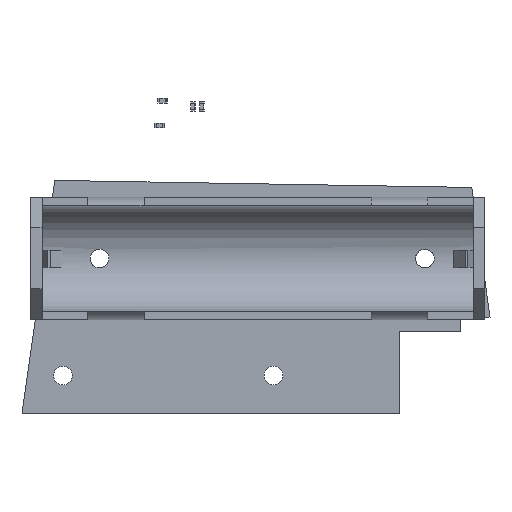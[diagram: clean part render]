
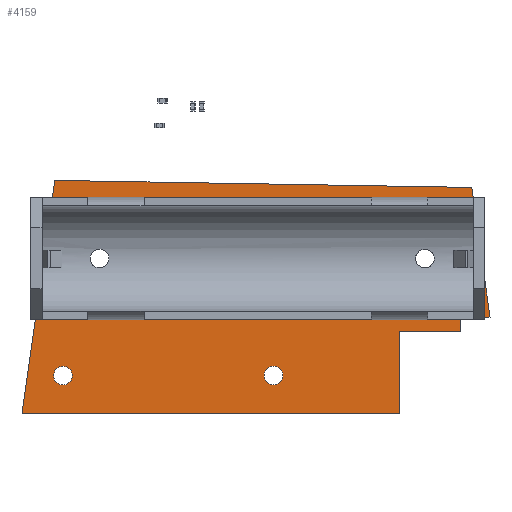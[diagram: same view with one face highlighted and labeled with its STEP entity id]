
A CAD part, top view. The second image highlights one B-rep face of the part: STEP entity #4159.
In plain terms, the highlighted planar face has unit normal (0, 0, 1).
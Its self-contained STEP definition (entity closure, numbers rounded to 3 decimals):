
#3934 = VERTEX_POINT('',#3935);
#3935 = CARTESIAN_POINT('',(69.884,32.172,1.6));
#3941 = EDGE_CURVE('',#3934,#3942,#3944,.T.);
#3942 = VERTEX_POINT('',#3943);
#3943 = CARTESIAN_POINT('',(73.,10.,1.6));
#3944 = LINE('',#3945,#3946);
#3945 = CARTESIAN_POINT('',(69.884,32.172,1.6));
#3946 = VECTOR('',#3947,1.);
#3947 = DIRECTION('',(0.139,-0.99,0.));
#3974 = VERTEX_POINT('',#3975);
#3975 = CARTESIAN_POINT('',(-1.397,33.371,1.6));
#3981 = EDGE_CURVE('',#3974,#3934,#3982,.T.);
#3982 = LINE('',#3983,#3984);
#3983 = CARTESIAN_POINT('',(-1.397,33.371,1.6));
#3984 = VECTOR('',#3985,1.);
#3985 = DIRECTION('',(1.,-0.017,0.));
#4003 = EDGE_CURVE('',#3942,#4004,#4006,.T.);
#4004 = VERTEX_POINT('',#4005);
#4005 = CARTESIAN_POINT('',(68.,10.,1.6));
#4006 = LINE('',#4007,#4008);
#4007 = CARTESIAN_POINT('',(73.,10.,1.6));
#4008 = VECTOR('',#4009,1.);
#4009 = DIRECTION('',(-1.,0.,0.));
#4159 = ADVANCED_FACE('',(#4160,#4229,#4240,#4251,#4262,#4273),#4284,.T.
  );
#4160 = FACE_BOUND('',#4161,.T.);
#4161 = EDGE_LOOP('',(#4162,#4163,#4164,#4172,#4181,#4190,#4198,#4206,
    #4214,#4222,#4228));
#4162 = ORIENTED_EDGE('',*,*,#3941,.F.);
#4163 = ORIENTED_EDGE('',*,*,#3981,.F.);
#4164 = ORIENTED_EDGE('',*,*,#4165,.F.);
#4165 = EDGE_CURVE('',#4166,#3974,#4168,.T.);
#4166 = VERTEX_POINT('',#4167);
#4167 = CARTESIAN_POINT('',(-3.191,20.606,1.6));
#4168 = LINE('',#4169,#4170);
#4169 = CARTESIAN_POINT('',(-7.,-6.5,1.6));
#4170 = VECTOR('',#4171,1.);
#4171 = DIRECTION('',(0.139,0.99,0.));
#4172 = ORIENTED_EDGE('',*,*,#4173,.T.);
#4173 = EDGE_CURVE('',#4166,#4174,#4176,.T.);
#4174 = VERTEX_POINT('',#4175);
#4175 = CARTESIAN_POINT('',(-2.395,19.,1.6));
#4176 = CIRCLE('',#4177,1.);
#4177 = AXIS2_PLACEMENT_3D('',#4178,#4179,#4180);
#4178 = CARTESIAN_POINT('',(-2.395,20.,1.6));
#4179 = DIRECTION('',(-0.,0.,-1.));
#4180 = DIRECTION('',(-0.,-1.,0.));
#4181 = ORIENTED_EDGE('',*,*,#4182,.T.);
#4182 = EDGE_CURVE('',#4174,#4183,#4185,.T.);
#4183 = VERTEX_POINT('',#4184);
#4184 = CARTESIAN_POINT('',(-3.327,19.637,1.6));
#4185 = CIRCLE('',#4186,1.);
#4186 = AXIS2_PLACEMENT_3D('',#4187,#4188,#4189);
#4187 = CARTESIAN_POINT('',(-2.395,20.,1.6));
#4188 = DIRECTION('',(-0.,0.,-1.));
#4189 = DIRECTION('',(-0.,-1.,0.));
#4190 = ORIENTED_EDGE('',*,*,#4191,.F.);
#4191 = EDGE_CURVE('',#4192,#4183,#4194,.T.);
#4192 = VERTEX_POINT('',#4193);
#4193 = CARTESIAN_POINT('',(-7.,-6.5,1.6));
#4194 = LINE('',#4195,#4196);
#4195 = CARTESIAN_POINT('',(-7.,-6.5,1.6));
#4196 = VECTOR('',#4197,1.);
#4197 = DIRECTION('',(0.139,0.99,0.));
#4198 = ORIENTED_EDGE('',*,*,#4199,.F.);
#4199 = EDGE_CURVE('',#4200,#4192,#4202,.T.);
#4200 = VERTEX_POINT('',#4201);
#4201 = CARTESIAN_POINT('',(57.5,-6.5,1.6));
#4202 = LINE('',#4203,#4204);
#4203 = CARTESIAN_POINT('',(57.5,-6.5,1.6));
#4204 = VECTOR('',#4205,1.);
#4205 = DIRECTION('',(-1.,0.,0.));
#4206 = ORIENTED_EDGE('',*,*,#4207,.F.);
#4207 = EDGE_CURVE('',#4208,#4200,#4210,.T.);
#4208 = VERTEX_POINT('',#4209);
#4209 = CARTESIAN_POINT('',(57.5,7.5,1.6));
#4210 = LINE('',#4211,#4212);
#4211 = CARTESIAN_POINT('',(57.5,7.5,1.6));
#4212 = VECTOR('',#4213,1.);
#4213 = DIRECTION('',(0.,-1.,0.));
#4214 = ORIENTED_EDGE('',*,*,#4215,.F.);
#4215 = EDGE_CURVE('',#4216,#4208,#4218,.T.);
#4216 = VERTEX_POINT('',#4217);
#4217 = CARTESIAN_POINT('',(68.,7.5,1.6));
#4218 = LINE('',#4219,#4220);
#4219 = CARTESIAN_POINT('',(68.,7.5,1.6));
#4220 = VECTOR('',#4221,1.);
#4221 = DIRECTION('',(-1.,0.,0.));
#4222 = ORIENTED_EDGE('',*,*,#4223,.F.);
#4223 = EDGE_CURVE('',#4004,#4216,#4224,.T.);
#4224 = LINE('',#4225,#4226);
#4225 = CARTESIAN_POINT('',(68.,10.,1.6));
#4226 = VECTOR('',#4227,1.);
#4227 = DIRECTION('',(0.,-1.,0.));
#4228 = ORIENTED_EDGE('',*,*,#4003,.F.);
#4229 = FACE_BOUND('',#4230,.T.);
#4230 = EDGE_LOOP('',(#4231));
#4231 = ORIENTED_EDGE('',*,*,#4232,.T.);
#4232 = EDGE_CURVE('',#4233,#4233,#4235,.T.);
#4233 = VERTEX_POINT('',#4234);
#4234 = CARTESIAN_POINT('',(0.,-1.6,1.6));
#4235 = CIRCLE('',#4236,1.6);
#4236 = AXIS2_PLACEMENT_3D('',#4237,#4238,#4239);
#4237 = CARTESIAN_POINT('',(0.,0.,1.6)
  );
#4238 = DIRECTION('',(-0.,0.,-1.));
#4239 = DIRECTION('',(0.,-1.,-0.));
#4240 = FACE_BOUND('',#4241,.T.);
#4241 = EDGE_LOOP('',(#4242));
#4242 = ORIENTED_EDGE('',*,*,#4243,.T.);
#4243 = EDGE_CURVE('',#4244,#4244,#4246,.T.);
#4244 = VERTEX_POINT('',#4245);
#4245 = CARTESIAN_POINT('',(36.,-1.6,1.6));
#4246 = CIRCLE('',#4247,1.6);
#4247 = AXIS2_PLACEMENT_3D('',#4248,#4249,#4250);
#4248 = CARTESIAN_POINT('',(36.,0.,1.6));
#4249 = DIRECTION('',(-0.,0.,-1.));
#4250 = DIRECTION('',(-0.,-1.,0.));
#4251 = FACE_BOUND('',#4252,.T.);
#4252 = EDGE_LOOP('',(#4253));
#4253 = ORIENTED_EDGE('',*,*,#4254,.T.);
#4254 = EDGE_CURVE('',#4255,#4255,#4257,.T.);
#4255 = VERTEX_POINT('',#4256);
#4256 = CARTESIAN_POINT('',(6.25,18.4,1.6));
#4257 = CIRCLE('',#4258,1.6);
#4258 = AXIS2_PLACEMENT_3D('',#4259,#4260,#4261);
#4259 = CARTESIAN_POINT('',(6.25,20.,1.6));
#4260 = DIRECTION('',(-0.,0.,-1.));
#4261 = DIRECTION('',(-0.,-1.,0.));
#4262 = FACE_BOUND('',#4263,.T.);
#4263 = EDGE_LOOP('',(#4264));
#4264 = ORIENTED_EDGE('',*,*,#4265,.T.);
#4265 = EDGE_CURVE('',#4266,#4266,#4268,.T.);
#4266 = VERTEX_POINT('',#4267);
#4267 = CARTESIAN_POINT('',(61.86,18.4,1.6));
#4268 = CIRCLE('',#4269,1.6);
#4269 = AXIS2_PLACEMENT_3D('',#4270,#4271,#4272);
#4270 = CARTESIAN_POINT('',(61.86,20.,1.6));
#4271 = DIRECTION('',(-0.,0.,-1.));
#4272 = DIRECTION('',(-0.,-1.,0.));
#4273 = FACE_BOUND('',#4274,.T.);
#4274 = EDGE_LOOP('',(#4275));
#4275 = ORIENTED_EDGE('',*,*,#4276,.T.);
#4276 = EDGE_CURVE('',#4277,#4277,#4279,.T.);
#4277 = VERTEX_POINT('',#4278);
#4278 = CARTESIAN_POINT('',(69.605,19.,1.6));
#4279 = CIRCLE('',#4280,1.);
#4280 = AXIS2_PLACEMENT_3D('',#4281,#4282,#4283);
#4281 = CARTESIAN_POINT('',(69.605,20.,1.6));
#4282 = DIRECTION('',(-0.,0.,-1.));
#4283 = DIRECTION('',(-0.,-1.,0.));
#4284 = PLANE('',#4285);
#4285 = AXIS2_PLACEMENT_3D('',#4286,#4287,#4288);
#4286 = CARTESIAN_POINT('',(0.,0.,1.6));
#4287 = DIRECTION('',(0.,0.,1.));
#4288 = DIRECTION('',(1.,0.,-0.));
